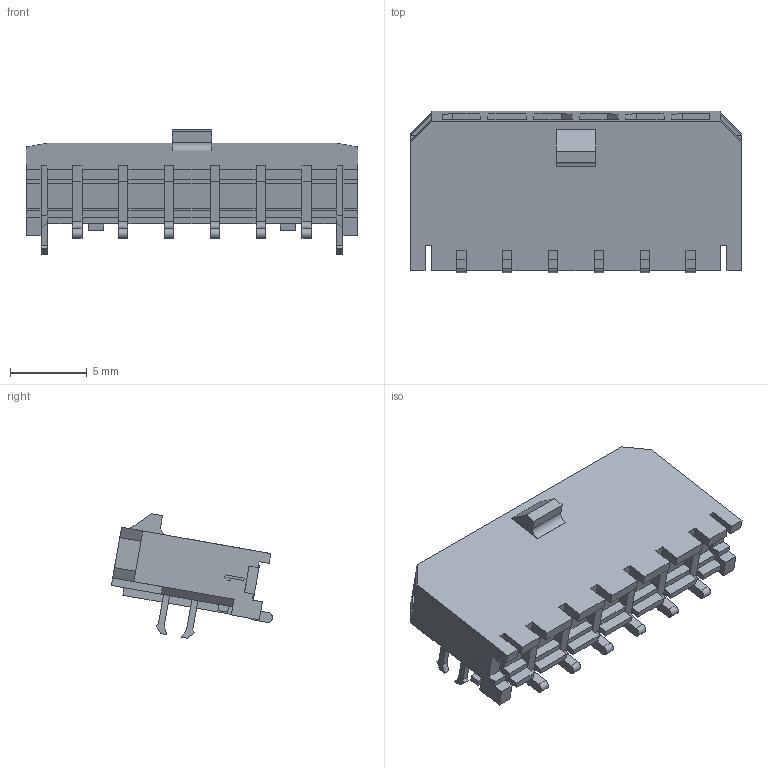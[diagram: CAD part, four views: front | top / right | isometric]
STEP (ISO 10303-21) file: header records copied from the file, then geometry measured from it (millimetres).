
FILE_DESCRIPTION(/* description */ (''),/* implementation_level */ '2;1');
FILE_NAME(/* name */ '436500610.step',/* time_stamp */ '2022-01-15T11:08:43-05:00',/* author */ (''),/* organization */ (''),/* preprocessor_version */ 'ST-DEVELOPER v18.1',/* originating_system */ 'Autodesk Translation Framework v10.10.0.1391',/* authorisation */ '');
FILE_SCHEMA (('AUTOMOTIVE_DESIGN { 1 0 10303 214 3 1 1 }'));
Length unit declared in the file: millimetre
Products named in the file (1): 436500610
Bounding box: 21.64 x 10.53 x 8.14 mm (x, y, z)
Volume: 526.5 mm3; surface area: 1290.3 mm2
Topology: 1 solids, 1 shells, 407 faces, 1137 edges, 722 vertices
Faces by surface type: plane 382, cylinder 25
Entity records: 12996 total; most frequent: ORIENTED_EDGE 2274, CARTESIAN_POINT 2267, DIRECTION 2027, EDGE_CURVE 1137, LINE 1063, VECTOR 1063, VERTEX_POINT 722, AXIS2_PLACEMENT_3D 482
